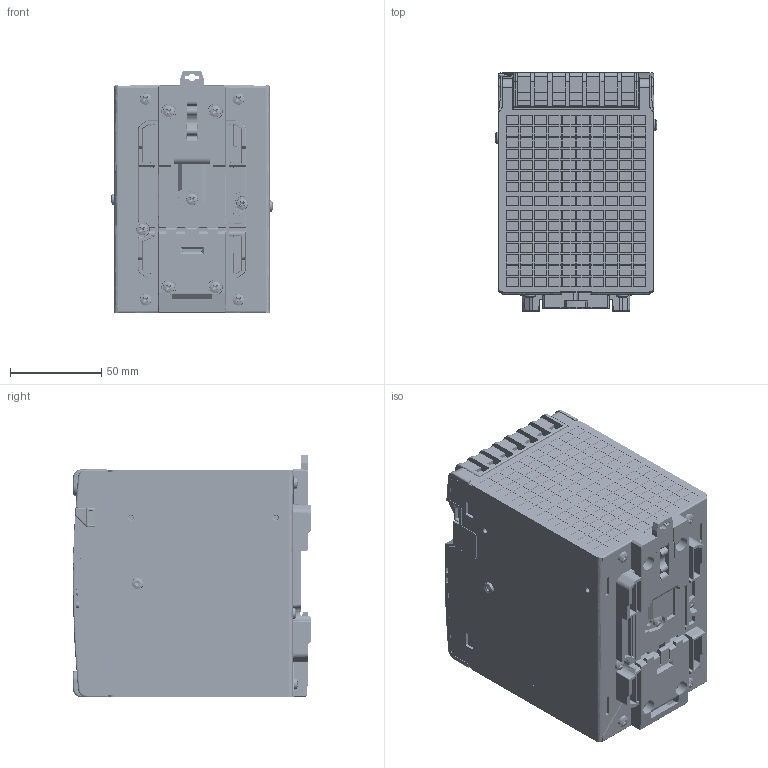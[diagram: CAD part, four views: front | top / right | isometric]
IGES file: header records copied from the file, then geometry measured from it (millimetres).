
Start section: SolidWorks IGES file using analytic representation for surfaces
Global section: file name: OUTSIDE-PS6R-J24.IGS,15; native system: HSolidWorks 2012; preprocessor: SolidWorks 2012; author: 2606; date: 130610.184916; units: millimetre
Bounding box: 88.55 x 130.5 x 133.1 mm (x, y, z)
Surface area: 206235 mm2 (no closed solid volume)
Topology: 0 solids, 0 shells, 5111 faces, 38283 edges, 38217 vertices
Faces by surface type: bspline 4033, revolution 1078
